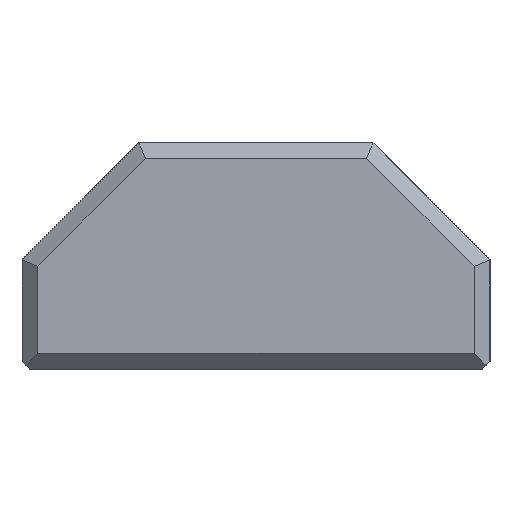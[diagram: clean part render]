
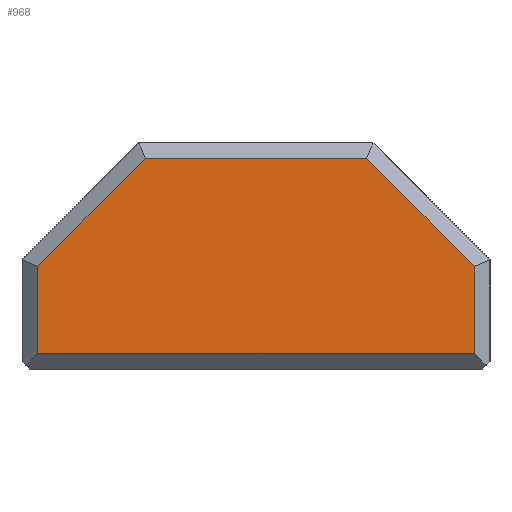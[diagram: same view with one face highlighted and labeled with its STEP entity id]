
A CAD part, left-side view. The second image highlights one B-rep face of the part: STEP entity #968.
In plain terms, the highlighted planar face has unit normal (-1, 0, 0).
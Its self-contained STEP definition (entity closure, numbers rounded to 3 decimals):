
#96=PLANE('',#1054);
#150=FACE_OUTER_BOUND('',#211,.T.);
#211=EDGE_LOOP('',(#888,#889,#890,#891,#892,#893));
#259=LINE('',#1794,#342);
#263=LINE('',#1801,#346);
#290=LINE('',#2045,#373);
#294=LINE('',#2052,#377);
#296=LINE('',#2055,#379);
#298=LINE('',#2058,#381);
#342=VECTOR('',#1166,10.);
#346=VECTOR('',#1172,10.);
#373=VECTOR('',#1251,10.);
#377=VECTOR('',#1257,10.);
#379=VECTOR('',#1261,10.);
#381=VECTOR('',#1265,10.);
#459=VERTEX_POINT('',#1791);
#460=VERTEX_POINT('',#1793);
#462=VERTEX_POINT('',#1799);
#494=VERTEX_POINT('',#2043);
#495=VERTEX_POINT('',#2044);
#497=VERTEX_POINT('',#2051);
#565=EDGE_CURVE('',#459,#460,#259,.T.);
#569=EDGE_CURVE('',#462,#459,#263,.T.);
#624=EDGE_CURVE('',#494,#495,#290,.T.);
#628=EDGE_CURVE('',#495,#497,#294,.T.);
#630=EDGE_CURVE('',#497,#462,#296,.T.);
#632=EDGE_CURVE('',#460,#494,#298,.T.);
#888=ORIENTED_EDGE('',*,*,#624,.F.);
#889=ORIENTED_EDGE('',*,*,#632,.F.);
#890=ORIENTED_EDGE('',*,*,#565,.F.);
#891=ORIENTED_EDGE('',*,*,#569,.F.);
#892=ORIENTED_EDGE('',*,*,#630,.F.);
#893=ORIENTED_EDGE('',*,*,#628,.F.);
#968=ADVANCED_FACE('',(#150),#96,.T.);
#1054=AXIS2_PLACEMENT_3D('',#2066,#1274,#1275);
#1166=DIRECTION('',(0.,0.,1.));
#1172=DIRECTION('',(0.,1.,0.));
#1251=DIRECTION('',(0.,-1.,0.));
#1257=DIRECTION('',(0.,-0.707,-0.707));
#1261=DIRECTION('',(0.,0.,-1.));
#1265=DIRECTION('',(0.,-0.707,0.707));
#1274=DIRECTION('center_axis',(-1.,0.,0.));
#1275=DIRECTION('ref_axis',(0.,0.,1.));
#1791=CARTESIAN_POINT('',(-45.,14.,1.));
#1793=CARTESIAN_POINT('',(-45.,14.,6.586));
#1794=CARTESIAN_POINT('',(-45.,14.,3.625));
#1799=CARTESIAN_POINT('',(-45.,-14.,1.));
#1801=CARTESIAN_POINT('',(-45.,-7.5,1.));
#2043=CARTESIAN_POINT('',(-45.,7.086,13.5));
#2044=CARTESIAN_POINT('',(-45.,-7.086,13.5));
#2045=CARTESIAN_POINT('',(-45.,7.5,13.5));
#2051=CARTESIAN_POINT('',(-45.,-14.,6.586));
#2052=CARTESIAN_POINT('',(-45.,-8.605,11.98));
#2055=CARTESIAN_POINT('',(-45.,-14.,10.875));
#2058=CARTESIAN_POINT('',(-45.,8.605,11.98));
#2066=CARTESIAN_POINT('Origin',(-45.,0.,7.25));
